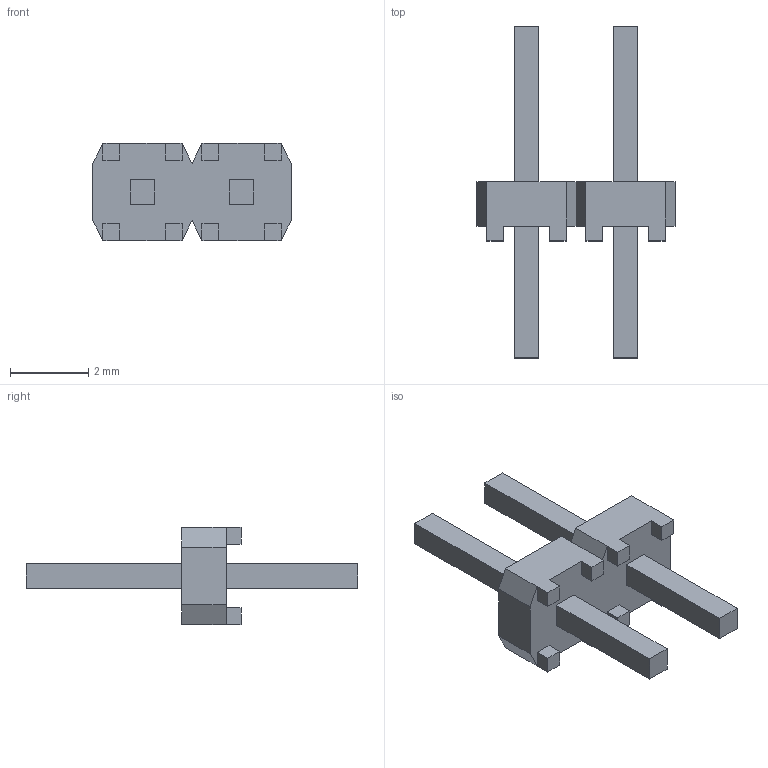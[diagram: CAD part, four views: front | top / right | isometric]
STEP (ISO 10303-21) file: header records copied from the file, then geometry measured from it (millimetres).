
FILE_DESCRIPTION(/* description */ ('STEP AP214'),/* implementation_level */ '2;1');
FILE_NAME(/* name */ 'MTLW-102-05-S-S-157',/* time_stamp */ '2024-05-27T15:52:45+02:00',/* author */ ('License CC BY-ND 4.0'),/* organization */ ('CADENAS'),/* preprocessor_version */ 'ST-DEVELOPER v19.3',/* originating_system */ 'PARTsolutions',/* authorisation */ ' ');
FILE_SCHEMA (('AUTOMOTIVE_DESIGN {1 0 10303 214 3 1 1}'));
Length unit declared in the file: inch
Products named in the file (3): MTLW-102-05-S-S-157; MTLW-102-05-S-S-157_body; MTLW-02-05-S-157
Assembly tree (2 placements, depth 2):
  MTLW-102-05-S-S-157
    MTLW-102-05-S-S-157_body
    MTLW-02-05-S-157
Bounding box: 5.08 x 8.51 x 2.49 mm (x, y, z)
Volume: 20.7 mm3; surface area: 101.3 mm2
Topology: 2 solids, 2 shells, 82 faces, 214 edges, 140 vertices
Faces by surface type: plane 82
Entity records: 2540 total; most frequent: CARTESIAN_POINT 439, ORIENTED_EDGE 428, DIRECTION 384, EDGE_CURVE 214, LINE 214, VECTOR 214, VERTEX_POINT 140, EDGE_LOOP 90
